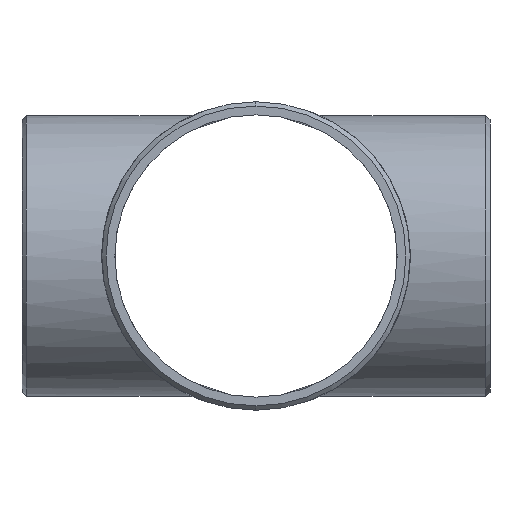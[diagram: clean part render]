
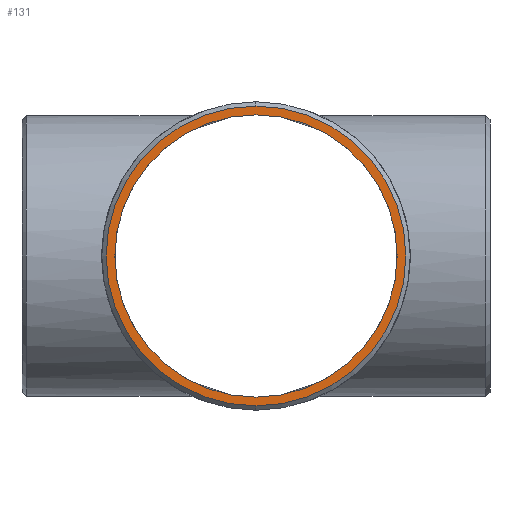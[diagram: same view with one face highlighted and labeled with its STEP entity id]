
A CAD part, left-side view. The second image highlights one B-rep face of the part: STEP entity #131.
In plain terms, the highlighted planar face has unit normal (-1, 0, 0).
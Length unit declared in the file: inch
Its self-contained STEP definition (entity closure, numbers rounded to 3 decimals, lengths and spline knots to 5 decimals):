
#33 = CARTESIAN_POINT ( 'NONE',  ( -11., 0., -6.406 ) ) ;
#48 = CIRCLE ( 'NONE', #614, 6.406 ) ;
#57 = DIRECTION ( 'NONE',  ( 0., 0., 1. ) ) ;
#76 = AXIS2_PLACEMENT_3D ( 'NONE', #1340, #573, #582 ) ;
#123 = FACE_OUTER_BOUND ( 'NONE', #629, .T. ) ;
#131 = ADVANCED_FACE ( 'NONE', ( #123, #1499 ), #1028, .T. ) ;
#214 = DIRECTION ( 'NONE',  ( 0., 0., 1. ) ) ;
#328 = VERTEX_POINT ( 'NONE', #33 ) ;
#340 = AXIS2_PLACEMENT_3D ( 'NONE', #450, #990, #214 ) ;
#355 = VERTEX_POINT ( 'NONE', #541 ) ;
#393 = EDGE_CURVE ( 'NONE', #1167, #355, #1523, .T. ) ;
#450 = CARTESIAN_POINT ( 'NONE',  ( -11., 0., 0. ) ) ;
#468 = DIRECTION ( 'NONE',  ( 0., 0., -1. ) ) ;
#541 = CARTESIAN_POINT ( 'NONE',  ( -11., 0., -6.802 ) ) ;
#573 = DIRECTION ( 'NONE',  ( 1., 0., 0. ) ) ;
#582 = DIRECTION ( 'NONE',  ( 0., 0., 1. ) ) ;
#614 = AXIS2_PLACEMENT_3D ( 'NONE', #882, #746, #617 ) ;
#617 = DIRECTION ( 'NONE',  ( 0., 0., 1. ) ) ;
#629 = EDGE_LOOP ( 'NONE', ( #1423, #830 ) ) ;
#648 = DIRECTION ( 'NONE',  ( -1., 0., 0. ) ) ;
#657 = EDGE_CURVE ( 'NONE', #1406, #328, #48, .T. ) ;
#732 = EDGE_CURVE ( 'NONE', #328, #1406, #1225, .T. ) ;
#746 = DIRECTION ( 'NONE',  ( 1., 0., 0. ) ) ;
#800 = DIRECTION ( 'NONE',  ( -1., 0., 0. ) ) ;
#830 = ORIENTED_EDGE ( 'NONE', *, *, #393, .T. ) ;
#878 = AXIS2_PLACEMENT_3D ( 'NONE', #1211, #800, #57 ) ;
#882 = CARTESIAN_POINT ( 'NONE',  ( -11., 0., 0. ) ) ;
#919 = ORIENTED_EDGE ( 'NONE', *, *, #657, .T. ) ;
#990 = DIRECTION ( 'NONE',  ( -1., 0., 0. ) ) ;
#1028 = PLANE ( 'NONE',  #1245 ) ;
#1167 = VERTEX_POINT ( 'NONE', #1176 ) ;
#1176 = CARTESIAN_POINT ( 'NONE',  ( -11., 0., 6.802 ) ) ;
#1211 = CARTESIAN_POINT ( 'NONE',  ( -11., 0., 0. ) ) ;
#1225 = CIRCLE ( 'NONE', #76, 6.406 ) ;
#1245 = AXIS2_PLACEMENT_3D ( 'NONE', #1259, #648, #468 ) ;
#1259 = CARTESIAN_POINT ( 'NONE',  ( -11., 0., 0. ) ) ;
#1284 = EDGE_CURVE ( 'NONE', #355, #1167, #1593, .T. ) ;
#1339 = ORIENTED_EDGE ( 'NONE', *, *, #732, .T. ) ;
#1340 = CARTESIAN_POINT ( 'NONE',  ( -11., 0., 0. ) ) ;
#1406 = VERTEX_POINT ( 'NONE', #1581 ) ;
#1423 = ORIENTED_EDGE ( 'NONE', *, *, #1284, .T. ) ;
#1499 = FACE_BOUND ( 'NONE', #1584, .T. ) ;
#1523 = CIRCLE ( 'NONE', #340, 6.802 ) ;
#1581 = CARTESIAN_POINT ( 'NONE',  ( -11., 0., 6.406 ) ) ;
#1584 = EDGE_LOOP ( 'NONE', ( #919, #1339 ) ) ;
#1593 = CIRCLE ( 'NONE', #878, 6.802 ) ;
